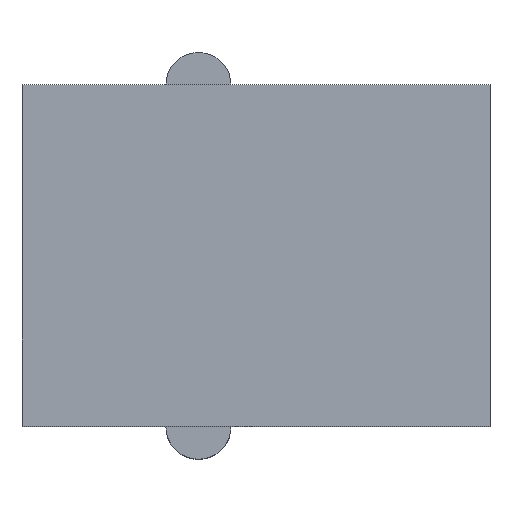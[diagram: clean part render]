
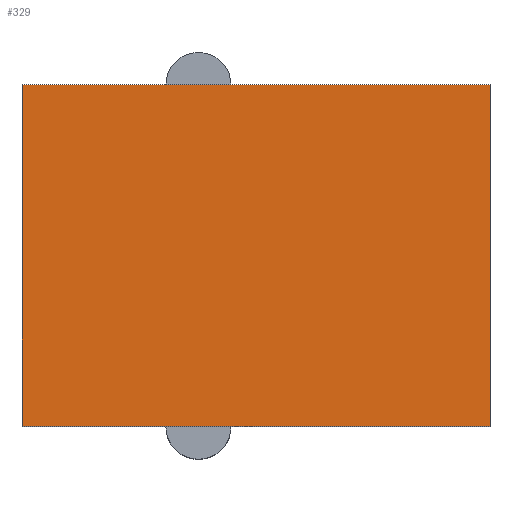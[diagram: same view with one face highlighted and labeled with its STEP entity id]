
A CAD part, top view. The second image highlights one B-rep face of the part: STEP entity #329.
In plain terms, the highlighted planar face has unit normal (0, 0, 1).
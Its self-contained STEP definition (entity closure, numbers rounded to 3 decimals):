
#24 = VERTEX_POINT('',#25);
#25 = CARTESIAN_POINT('',(-1.52,-7.27,10.62));
#31 = EDGE_CURVE('',#24,#32,#34,.T.);
#32 = VERTEX_POINT('',#33);
#33 = CARTESIAN_POINT('',(-1.52,4.77,10.62));
#34 = LINE('',#35,#36);
#35 = CARTESIAN_POINT('',(-1.52,-7.27,10.62));
#36 = VECTOR('',#37,1.);
#37 = DIRECTION('',(0.,1.,0.));
#64 = VERTEX_POINT('',#65);
#65 = CARTESIAN_POINT('',(14.98,-7.27,10.62));
#71 = EDGE_CURVE('',#64,#24,#72,.T.);
#72 = LINE('',#73,#74);
#73 = CARTESIAN_POINT('',(14.98,-7.27,10.62));
#74 = VECTOR('',#75,1.);
#75 = DIRECTION('',(-1.,0.,0.));
#109 = EDGE_CURVE('',#32,#110,#112,.T.);
#110 = VERTEX_POINT('',#111);
#111 = CARTESIAN_POINT('',(14.98,4.77,10.62));
#112 = LINE('',#113,#114);
#113 = CARTESIAN_POINT('',(-1.52,4.77,10.62));
#114 = VECTOR('',#115,1.);
#115 = DIRECTION('',(1.,0.,0.));
#329 = ADVANCED_FACE('',(#330),#341,.F.);
#330 = FACE_BOUND('',#331,.F.);
#331 = EDGE_LOOP('',(#332,#333,#334,#340));
#332 = ORIENTED_EDGE('',*,*,#31,.T.);
#333 = ORIENTED_EDGE('',*,*,#109,.T.);
#334 = ORIENTED_EDGE('',*,*,#335,.T.);
#335 = EDGE_CURVE('',#110,#64,#336,.T.);
#336 = LINE('',#337,#338);
#337 = CARTESIAN_POINT('',(14.98,4.77,10.62));
#338 = VECTOR('',#339,1.);
#339 = DIRECTION('',(0.,-1.,0.));
#340 = ORIENTED_EDGE('',*,*,#71,.T.);
#341 = PLANE('',#342);
#342 = AXIS2_PLACEMENT_3D('',#343,#344,#345);
#343 = CARTESIAN_POINT('',(6.73,-1.25,10.62));
#344 = DIRECTION('',(0.,0.,-1.));
#345 = DIRECTION('',(0.,-1.,0.));
